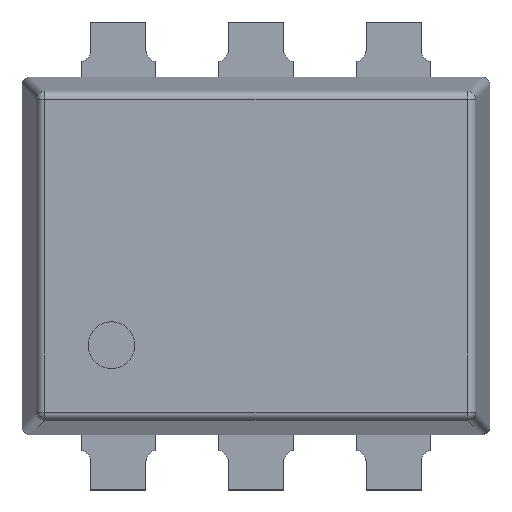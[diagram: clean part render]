
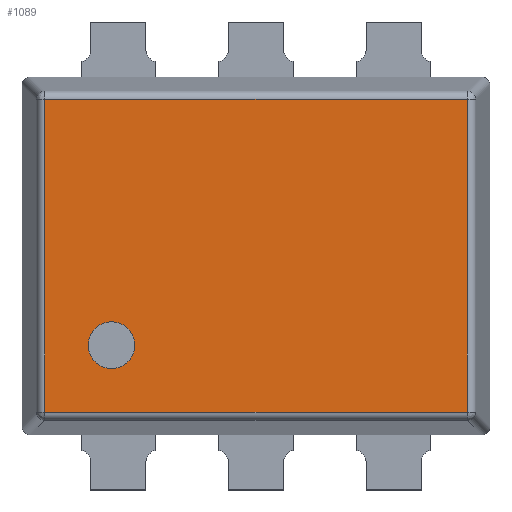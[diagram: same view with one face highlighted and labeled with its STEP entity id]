
A CAD part, top view. The second image highlights one B-rep face of the part: STEP entity #1089.
In plain terms, the highlighted planar face has unit normal (0, 0, 1).
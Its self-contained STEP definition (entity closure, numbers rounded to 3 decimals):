
#1089=ADVANCED_FACE('',(#1830,#1832),#1834,.T.);
#1830=FACE_BOUND('',#1831,.T.);
#1831=EDGE_LOOP('',(#2372,#2373,#2374,#2375));
#1832=FACE_BOUND('',#1833,.T.);
#1833=EDGE_LOOP('',(#2376));
#1834=PLANE('',#1835);
#1835=AXIS2_PLACEMENT_3D('',#1836,#1837,#1838);
#1836=CARTESIAN_POINT('',(0.,0.,0.6));
#1837=DIRECTION('',(0.,0.,1.));
#1838=DIRECTION('',(1.,0.,0.));
#2372=ORIENTED_EDGE('',*,*,#2598,.T.);
#2373=ORIENTED_EDGE('',*,*,#2637,.T.);
#2374=ORIENTED_EDGE('',*,*,#2613,.T.);
#2375=ORIENTED_EDGE('',*,*,#2638,.T.);
#2376=ORIENTED_EDGE('',*,*,#2639,.F.);
#2598=EDGE_CURVE('',#2986,#2984,#2987,.T.);
#2613=EDGE_CURVE('',#3009,#3007,#3010,.T.);
#2637=EDGE_CURVE('',#2984,#3009,#3042,.T.);
#2638=EDGE_CURVE('',#3007,#2986,#3043,.T.);
#2639=EDGE_CURVE('',#3044,#3044,#3045,.T.);
#2984=VERTEX_POINT('',#3660);
#2986=VERTEX_POINT('',#3665);
#2987=LINE('',#3666,#3667);
#3007=VERTEX_POINT('',#3723);
#3009=VERTEX_POINT('',#3728);
#3010=LINE('',#3729,#3730);
#3042=LINE('',#3818,#3819);
#3043=LINE('',#3821,#3822);
#3044=VERTEX_POINT('',#3824);
#3045=CIRCLE('',#3825,0.085);
#3660=CARTESIAN_POINT('',(-0.768,0.568,0.6));
#3665=CARTESIAN_POINT('',(0.768,0.568,0.6));
#3666=CARTESIAN_POINT('',(0.768,0.568,0.6));
#3667=VECTOR('',#3668,1.);
#3668=DIRECTION('',(-1.,0.,0.));
#3723=CARTESIAN_POINT('',(0.768,-0.568,0.6));
#3728=CARTESIAN_POINT('',(-0.768,-0.568,0.6));
#3729=CARTESIAN_POINT('',(-0.768,-0.568,0.6));
#3730=VECTOR('',#3731,1.);
#3731=DIRECTION('',(1.,0.,0.));
#3818=CARTESIAN_POINT('',(-0.768,0.568,0.6));
#3819=VECTOR('',#3820,1.);
#3820=DIRECTION('',(0.,-1.,0.));
#3821=CARTESIAN_POINT('',(0.768,-0.568,0.6));
#3822=VECTOR('',#3823,1.);
#3823=DIRECTION('',(0.,1.,0.));
#3824=CARTESIAN_POINT('',(-0.44,-0.325,0.6));
#3825=AXIS2_PLACEMENT_3D('',#3826,#3827,#3828);
#3826=CARTESIAN_POINT('',(-0.525,-0.325,0.6));
#3827=DIRECTION('',(0.,0.,1.));
#3828=DIRECTION('',(1.,0.,0.));
